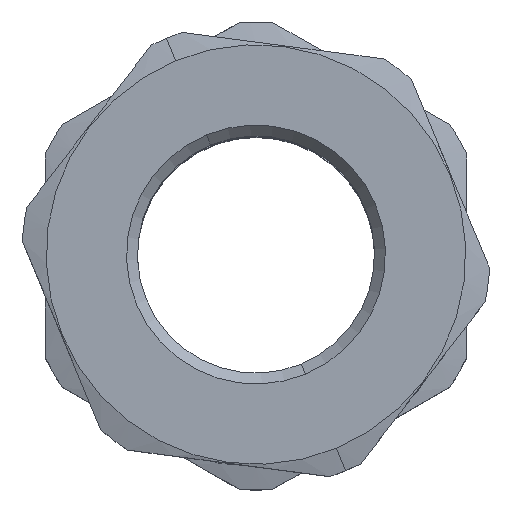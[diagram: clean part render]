
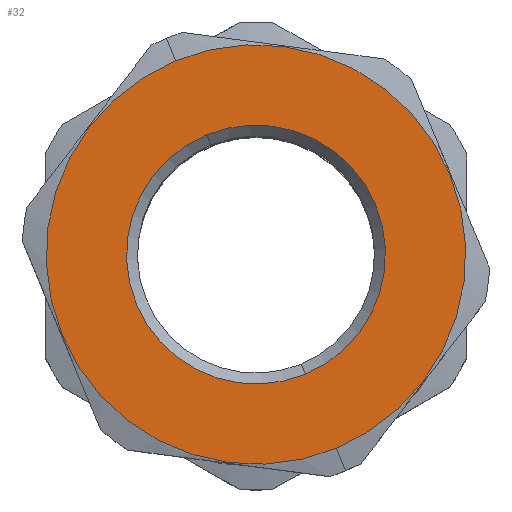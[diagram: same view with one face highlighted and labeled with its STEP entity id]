
A CAD part, top view. The second image highlights one B-rep face of the part: STEP entity #32.
In plain terms, the highlighted planar face has unit normal (0, 0, 1).
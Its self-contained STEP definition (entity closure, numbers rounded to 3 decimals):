
#23 = ORIENTED_EDGE ( 'NONE', *, *, #2127, .F. ) ;
#32 = ADVANCED_FACE ( 'NONE', ( #1776, #430 ), #1257, .F. ) ;
#50 = DIRECTION ( 'NONE',  ( 0., 0., 1. ) ) ;
#59 = ORIENTED_EDGE ( 'NONE', *, *, #1104, .F. ) ;
#61 = DIRECTION ( 'NONE',  ( -0.383, 0.924, 0. ) ) ;
#84 = EDGE_LOOP ( 'NONE', ( #59, #23 ) ) ;
#119 = DIRECTION ( 'NONE',  ( -0.383, 0.924, 0. ) ) ;
#121 = CARTESIAN_POINT ( 'NONE',  ( -3.179, 7.667, 6. ) ) ;
#128 = CARTESIAN_POINT ( 'NONE',  ( 0., 0., 6. ) ) ;
#129 = CARTESIAN_POINT ( 'NONE',  ( -5.152, 12.424, 6. ) ) ;
#149 = DIRECTION ( 'NONE',  ( 0., 0., 1. ) ) ;
#188 = EDGE_LOOP ( 'NONE', ( #1263, #1379 ) ) ;
#249 = AXIS2_PLACEMENT_3D ( 'NONE', #1557, #1194, #1005 ) ;
#430 = FACE_BOUND ( 'NONE', #188, .T. ) ;
#433 = VERTEX_POINT ( 'NONE', #615 ) ;
#495 = CARTESIAN_POINT ( 'NONE',  ( 0., 0., 6. ) ) ;
#615 = CARTESIAN_POINT ( 'NONE',  ( 3.179, -7.667, 6. ) ) ;
#668 = CIRCLE ( 'NONE', #1661, 8.3 ) ;
#683 = AXIS2_PLACEMENT_3D ( 'NONE', #1877, #1739, #2034 ) ;
#684 = VERTEX_POINT ( 'NONE', #129 ) ;
#773 = VERTEX_POINT ( 'NONE', #121 ) ;
#1005 = DIRECTION ( 'NONE',  ( 0.383, -0.924, 0. ) ) ;
#1104 = EDGE_CURVE ( 'NONE', #1779, #684, #1392, .T. ) ;
#1185 = CIRCLE ( 'NONE', #1806, 8.3 ) ;
#1194 = DIRECTION ( 'NONE',  ( 0., 0., -1. ) ) ;
#1257 = PLANE ( 'NONE',  #683 ) ;
#1263 = ORIENTED_EDGE ( 'NONE', *, *, #1820, .F. ) ;
#1379 = ORIENTED_EDGE ( 'NONE', *, *, #2069, .F. ) ;
#1392 = CIRCLE ( 'NONE', #249, 13.45 ) ;
#1557 = CARTESIAN_POINT ( 'NONE',  ( 0., 0., 6. ) ) ;
#1612 = CIRCLE ( 'NONE', #2214, 13.45 ) ;
#1661 = AXIS2_PLACEMENT_3D ( 'NONE', #128, #149, #119 ) ;
#1739 = DIRECTION ( 'NONE',  ( 0., 0., -1. ) ) ;
#1776 = FACE_OUTER_BOUND ( 'NONE', #84, .T. ) ;
#1779 = VERTEX_POINT ( 'NONE', #1851 ) ;
#1806 = AXIS2_PLACEMENT_3D ( 'NONE', #495, #50, #61 ) ;
#1820 = EDGE_CURVE ( 'NONE', #773, #433, #668, .T. ) ;
#1824 = DIRECTION ( 'NONE',  ( 0., 0., -1. ) ) ;
#1851 = CARTESIAN_POINT ( 'NONE',  ( 5.152, -12.424, 6. ) ) ;
#1877 = CARTESIAN_POINT ( 'NONE',  ( -2.911, 7.02, 6. ) ) ;
#1912 = CARTESIAN_POINT ( 'NONE',  ( 0., 0., 6. ) ) ;
#1940 = DIRECTION ( 'NONE',  ( 0.383, -0.924, 0. ) ) ;
#2034 = DIRECTION ( 'NONE',  ( -0.924, -0.383, 0. ) ) ;
#2069 = EDGE_CURVE ( 'NONE', #433, #773, #1185, .T. ) ;
#2127 = EDGE_CURVE ( 'NONE', #684, #1779, #1612, .T. ) ;
#2214 = AXIS2_PLACEMENT_3D ( 'NONE', #1912, #1824, #1940 ) ;
